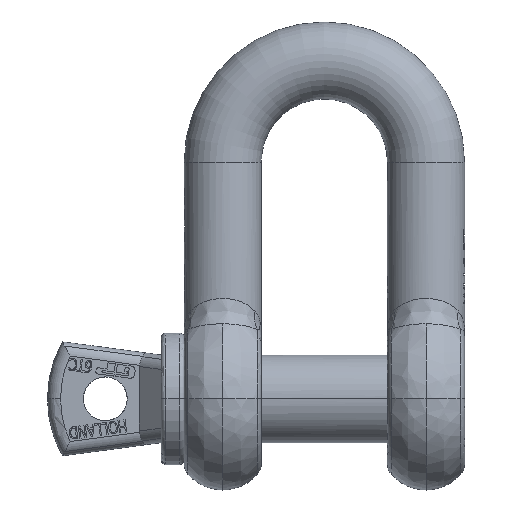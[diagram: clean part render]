
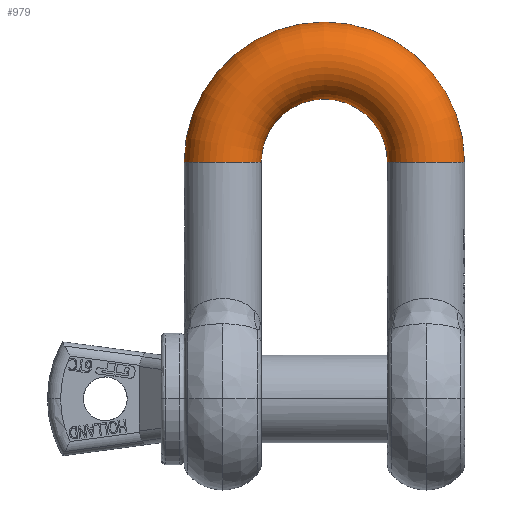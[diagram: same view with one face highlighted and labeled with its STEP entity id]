
A CAD part, top view. The second image highlights one B-rep face of the part: STEP entity #979.
In plain terms, the highlighted toroidal (fillet/blend) face has major radius 29 mm and minor radius 11 mm.
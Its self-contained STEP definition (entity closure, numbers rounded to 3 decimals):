
#979=ADVANCED_FACE('',(#2398),#2399,.T.);
#2398=FACE_OUTER_BOUND('',#5345,.T.);
#2399=TOROIDAL_SURFACE('',#5346,29.0,11.0);
#5345=EDGE_LOOP('',(#9848,#9849,#9850,#9851));
#5346=AXIS2_PLACEMENT_3D('',#9852,#9853,#9854);
#9848=ORIENTED_EDGE('',*,*,#14695,.F.);
#9849=ORIENTED_EDGE('',*,*,#14855,.F.);
#9850=ORIENTED_EDGE('',*,*,#14693,.F.);
#9851=ORIENTED_EDGE('',*,*,#14429,.T.);
#9852=CARTESIAN_POINT('',(0.0,67.5,0.0));
#9853=DIRECTION('',(0.0,0.0,-1.0));
#9854=DIRECTION('',(-1.0,0.0,0.0));
#14429=EDGE_CURVE('',#16905,#16907,#17299,.F.);
#14693=EDGE_CURVE('',#16905,#17680,#17681,.F.);
#14695=EDGE_CURVE('',#17682,#16907,#17684,.T.);
#14855=EDGE_CURVE('',#17680,#17682,#17897,.T.);
#16905=VERTEX_POINT('',#21193);
#16907=VERTEX_POINT('',#21196);
#17299=CIRCLE('',#22618,11.0);
#17680=VERTEX_POINT('',#23484);
#17681=CIRCLE('',#23485,18.0);
#17682=VERTEX_POINT('',#23486);
#17684=CIRCLE('',#23488,40.0);
#17897=CIRCLE('',#23946,11.0);
#21193=CARTESIAN_POINT('',(18.0,67.5,0.0));
#21196=CARTESIAN_POINT('',(40.0,67.5,0.));
#22618=AXIS2_PLACEMENT_3D('',#30970,#30971,#30972);
#23484=CARTESIAN_POINT('',(-18.0,67.5,0.0));
#23485=AXIS2_PLACEMENT_3D('',#31023,#31024,#31025);
#23486=CARTESIAN_POINT('',(-40.0,67.5,0.));
#23488=AXIS2_PLACEMENT_3D('',#31029,#31030,#31031);
#23946=AXIS2_PLACEMENT_3D('',#31077,#31078,#31079);
#30970=CARTESIAN_POINT('',(29.0,67.5,0.0));
#30971=DIRECTION('',(0.0,-1.0,0.0));
#30972=DIRECTION('',(1.0,0.0,0.0));
#31023=CARTESIAN_POINT('',(0.0,67.5,0.));
#31024=DIRECTION('',(0.0,0.0,-1.0));
#31025=DIRECTION('',(1.0,0.0,0.0));
#31029=CARTESIAN_POINT('',(0.0,67.5,0.0));
#31030=DIRECTION('',(0.0,0.0,-1.0));
#31031=DIRECTION('',(1.0,0.0,0.0));
#31077=CARTESIAN_POINT('',(-29.0,67.5,0.0));
#31078=DIRECTION('',(0.0,-1.0,0.0));
#31079=DIRECTION('',(1.0,0.0,0.0));
